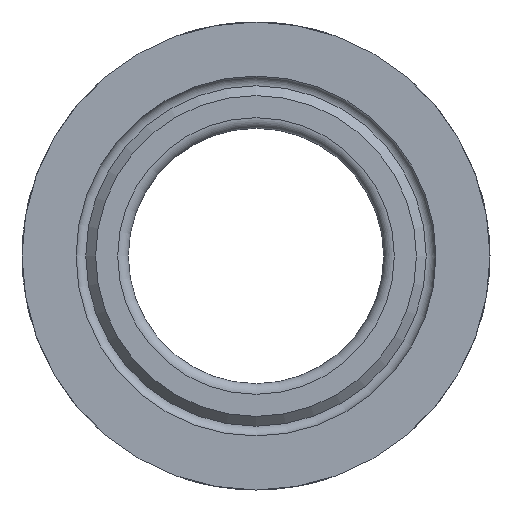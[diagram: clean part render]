
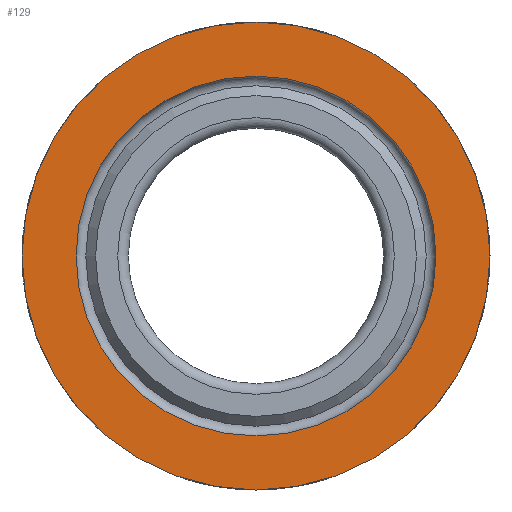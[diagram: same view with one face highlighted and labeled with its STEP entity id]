
A CAD part, left-side view. The second image highlights one B-rep face of the part: STEP entity #129.
In plain terms, the highlighted planar face has unit normal (-1, 0, 0).
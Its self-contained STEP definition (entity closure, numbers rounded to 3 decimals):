
#129 = ADVANCED_FACE( '', ( #283, #284 ), #285, .F. );
#283 = FACE_OUTER_BOUND( '', #467, .T. );
#284 = FACE_BOUND( '', #468, .T. );
#285 = PLANE( '', #469 );
#467 = EDGE_LOOP( '', ( #908 ) );
#468 = EDGE_LOOP( '', ( #909 ) );
#469 = AXIS2_PLACEMENT_3D( '', #910, #911, #912 );
#908 = ORIENTED_EDGE( '', *, *, #1124, .F. );
#909 = ORIENTED_EDGE( '', *, *, #1192, .T. );
#910 = CARTESIAN_POINT( '', ( 8., 15.08, 0. ) );
#911 = DIRECTION( '', ( 1., 0., 0. ) );
#912 = DIRECTION( '', ( 0., 0., -1. ) );
#1124 = EDGE_CURVE( '', #1345, #1345, #1346, .T. );
#1192 = EDGE_CURVE( '', #1447, #1447, #1448, .T. );
#1345 = VERTEX_POINT( '', #1738 );
#1346 = CIRCLE( '', #1739, 22. );
#1447 = VERTEX_POINT( '', #1925 );
#1448 = CIRCLE( '', #1926, 16.92 );
#1738 = CARTESIAN_POINT( '', ( 8., 0., -22. ) );
#1739 = AXIS2_PLACEMENT_3D( '', #2063, #2064, #2065 );
#1925 = CARTESIAN_POINT( '', ( 8., 0., -16.92 ) );
#1926 = AXIS2_PLACEMENT_3D( '', #2160, #2161, #2162 );
#2063 = CARTESIAN_POINT( '', ( 8., 0., 0. ) );
#2064 = DIRECTION( '', ( 1., 0., 0. ) );
#2065 = DIRECTION( '', ( 0., 0., -1. ) );
#2160 = CARTESIAN_POINT( '', ( 8., 0., 0. ) );
#2161 = DIRECTION( '', ( 1., 0., 0. ) );
#2162 = DIRECTION( '', ( 0., 0., -1. ) );
